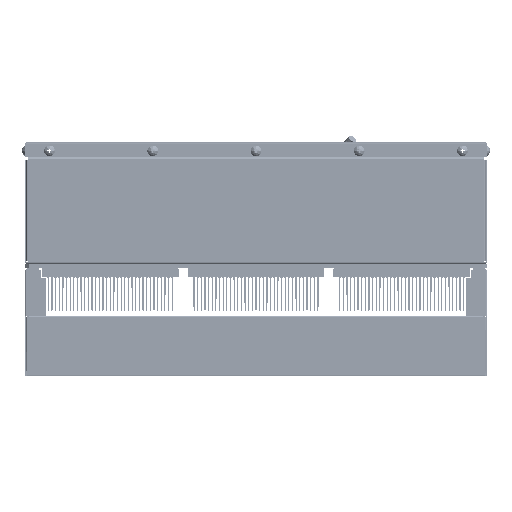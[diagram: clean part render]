
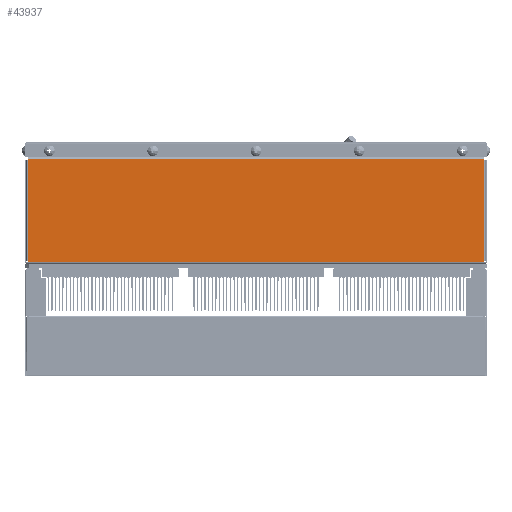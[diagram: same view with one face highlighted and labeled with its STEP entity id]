
A CAD part, front view. The second image highlights one B-rep face of the part: STEP entity #43937.
In plain terms, the highlighted planar face has unit normal (0, -1, 0).
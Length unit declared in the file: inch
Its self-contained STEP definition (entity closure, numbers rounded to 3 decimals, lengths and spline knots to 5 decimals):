
#8 = LINE ( 'NONE', #2431, #98178 ) ;
#792 = EDGE_CURVE ( 'NONE', #4190, #40587, #8, .T. ) ;
#1341 = VECTOR ( 'NONE', #111354, 39.37008 ) ;
#2431 = CARTESIAN_POINT ( 'NONE',  ( 8.94608, -36.4301, 5.76101 ) ) ;
#3279 = DIRECTION ( 'NONE',  ( 0., 0., 1. ) ) ;
#3551 = ORIENTED_EDGE ( 'NONE', *, *, #100131, .T. ) ;
#4190 = VERTEX_POINT ( 'NONE', #9187 ) ;
#4847 = CARTESIAN_POINT ( 'NONE',  ( 8.85022, -36.4301, 5.71101 ) ) ;
#5014 = LINE ( 'NONE', #117143, #103141 ) ;
#5315 = EDGE_CURVE ( 'NONE', #27641, #85116, #36546, .T. ) ;
#5398 = AXIS2_PLACEMENT_3D ( 'NONE', #22441, #88994, #32020 ) ;
#5565 = CARTESIAN_POINT ( 'NONE',  ( -9.95806, -36.4301, 1.54101 ) ) ;
#7796 = ORIENTED_EDGE ( 'NONE', *, *, #24008, .T. ) ;
#8948 = DIRECTION ( 'NONE',  ( 0., 0., -1. ) ) ;
#9187 = CARTESIAN_POINT ( 'NONE',  ( 8.85008, -36.4301, 5.76101 ) ) ;
#9672 = VECTOR ( 'NONE', #23858, 39.37008 ) ;
#11249 = VECTOR ( 'NONE', #13190, 39.37008 ) ;
#12381 = FACE_OUTER_BOUND ( 'NONE', #77541, .T. ) ;
#12956 = EDGE_CURVE ( 'NONE', #122200, #83640, #84566, .T. ) ;
#13190 = DIRECTION ( 'NONE',  ( -1., 0., 0. ) ) ;
#13448 = CARTESIAN_POINT ( 'NONE',  ( -9.95792, -36.4301, 5.76101 ) ) ;
#14286 = CARTESIAN_POINT ( 'NONE',  ( 8.85008, -36.4301, 5.71101 ) ) ;
#21096 = LINE ( 'NONE', #104055, #65734 ) ;
#22441 = CARTESIAN_POINT ( 'NONE',  ( 8.94608, -36.4301, 1.44101 ) ) ;
#22525 = CARTESIAN_POINT ( 'NONE',  ( -9.95792, -36.4301, 5.71101 ) ) ;
#22803 = ORIENTED_EDGE ( 'NONE', *, *, #792, .T. ) ;
#23679 = CARTESIAN_POINT ( 'NONE',  ( 8.85008, -36.4301, 5.71101 ) ) ;
#23858 = DIRECTION ( 'NONE',  ( -1., 0., 0. ) ) ;
#24008 = EDGE_CURVE ( 'NONE', #83591, #4190, #26608, .T. ) ;
#26189 = VECTOR ( 'NONE', #51891, 39.37008 ) ;
#26489 = VECTOR ( 'NONE', #29003, 39.37008 ) ;
#26608 = LINE ( 'NONE', #35324, #1341 ) ;
#27339 = EDGE_CURVE ( 'NONE', #106088, #85116, #73653, .T. ) ;
#27641 = VERTEX_POINT ( 'NONE', #79196 ) ;
#29003 = DIRECTION ( 'NONE',  ( -1., 0., 0. ) ) ;
#29183 = LINE ( 'NONE', #42314, #26189 ) ;
#32020 = DIRECTION ( 'NONE',  ( 1., 0., 0. ) ) ;
#34497 = CARTESIAN_POINT ( 'NONE',  ( -9.95806, -36.4301, 1.48901 ) ) ;
#35324 = CARTESIAN_POINT ( 'NONE',  ( 8.85008, -36.4301, 6.33691 ) ) ;
#36546 = LINE ( 'NONE', #60606, #11249 ) ;
#37567 = VERTEX_POINT ( 'NONE', #106671 ) ;
#40016 = ORIENTED_EDGE ( 'NONE', *, *, #108970, .T. ) ;
#40587 = VERTEX_POINT ( 'NONE', #13448 ) ;
#42066 = CARTESIAN_POINT ( 'NONE',  ( -9.95842, -36.4301, 1.44101 ) ) ;
#42314 = CARTESIAN_POINT ( 'NONE',  ( -10.05392, -36.4301, 5.71101 ) ) ;
#43937 = ADVANCED_FACE ( 'NONE', ( #12381 ), #79456, .T. ) ;
#51790 = LINE ( 'NONE', #85981, #26489 ) ;
#51891 = DIRECTION ( 'NONE',  ( -1., 0., 0. ) ) ;
#60606 = CARTESIAN_POINT ( 'NONE',  ( 4.19608, -36.4301, 1.48901 ) ) ;
#62364 = EDGE_CURVE ( 'NONE', #37567, #118627, #5014, .T. ) ;
#65734 = VECTOR ( 'NONE', #113637, 39.37008 ) ;
#65942 = CARTESIAN_POINT ( 'NONE',  ( -9.95806, -36.4301, 1.44101 ) ) ;
#66578 = EDGE_CURVE ( 'NONE', #27641, #37567, #75276, .T. ) ;
#66631 = CARTESIAN_POINT ( 'NONE',  ( -9.95842, -36.4301, 5.71101 ) ) ;
#70761 = EDGE_CURVE ( 'NONE', #40587, #74312, #21096, .T. ) ;
#73653 = LINE ( 'NONE', #65942, #113933 ) ;
#74312 = VERTEX_POINT ( 'NONE', #22525 ) ;
#75276 = LINE ( 'NONE', #108730, #100470 ) ;
#77541 = EDGE_LOOP ( 'NONE', ( #85580, #89715, #85671, #3551, #7796, #22803, #107319, #40016, #103636, #93958, #98103 ) ) ;
#79196 = CARTESIAN_POINT ( 'NONE',  ( 8.85022, -36.4301, 1.48901 ) ) ;
#79456 = PLANE ( 'NONE',  #5398 ) ;
#83591 = VERTEX_POINT ( 'NONE', #23679 ) ;
#83640 = VERTEX_POINT ( 'NONE', #90628 ) ;
#84566 = LINE ( 'NONE', #42066, #112758 ) ;
#85116 = VERTEX_POINT ( 'NONE', #34497 ) ;
#85580 = ORIENTED_EDGE ( 'NONE', *, *, #5315, .F. ) ;
#85671 = ORIENTED_EDGE ( 'NONE', *, *, #62364, .T. ) ;
#85981 = CARTESIAN_POINT ( 'NONE',  ( -9.95792, -36.4301, 1.54101 ) ) ;
#88107 = DIRECTION ( 'NONE',  ( -1., 0., 0. ) ) ;
#88994 = DIRECTION ( 'NONE',  ( 0., -1., 0. ) ) ;
#89715 = ORIENTED_EDGE ( 'NONE', *, *, #66578, .T. ) ;
#90628 = CARTESIAN_POINT ( 'NONE',  ( -9.95842, -36.4301, 1.54101 ) ) ;
#93958 = ORIENTED_EDGE ( 'NONE', *, *, #114189, .F. ) ;
#98103 = ORIENTED_EDGE ( 'NONE', *, *, #27339, .T. ) ;
#98178 = VECTOR ( 'NONE', #88107, 39.37008 ) ;
#99005 = DIRECTION ( 'NONE',  ( 0., 0., -1. ) ) ;
#100131 = EDGE_CURVE ( 'NONE', #118627, #83591, #110770, .T. ) ;
#100470 = VECTOR ( 'NONE', #118310, 39.37008 ) ;
#103141 = VECTOR ( 'NONE', #3279, 39.37008 ) ;
#103636 = ORIENTED_EDGE ( 'NONE', *, *, #12956, .T. ) ;
#104055 = CARTESIAN_POINT ( 'NONE',  ( -9.95792, -36.4301, 6.33691 ) ) ;
#106088 = VERTEX_POINT ( 'NONE', #5565 ) ;
#106671 = CARTESIAN_POINT ( 'NONE',  ( 8.85022, -36.4301, 1.54101 ) ) ;
#107319 = ORIENTED_EDGE ( 'NONE', *, *, #70761, .T. ) ;
#108730 = CARTESIAN_POINT ( 'NONE',  ( 8.85022, -36.4301, 1.44101 ) ) ;
#108970 = EDGE_CURVE ( 'NONE', #74312, #122200, #29183, .T. ) ;
#110770 = LINE ( 'NONE', #14286, #9672 ) ;
#111354 = DIRECTION ( 'NONE',  ( 0., 0., 1. ) ) ;
#112758 = VECTOR ( 'NONE', #99005, 39.37008 ) ;
#113637 = DIRECTION ( 'NONE',  ( 0., 0., -1. ) ) ;
#113933 = VECTOR ( 'NONE', #8948, 39.37008 ) ;
#114189 = EDGE_CURVE ( 'NONE', #106088, #83640, #51790, .T. ) ;
#117143 = CARTESIAN_POINT ( 'NONE',  ( 8.85022, -36.4301, 1.44101 ) ) ;
#118310 = DIRECTION ( 'NONE',  ( 0., 0., 1. ) ) ;
#118627 = VERTEX_POINT ( 'NONE', #4847 ) ;
#122200 = VERTEX_POINT ( 'NONE', #66631 ) ;
